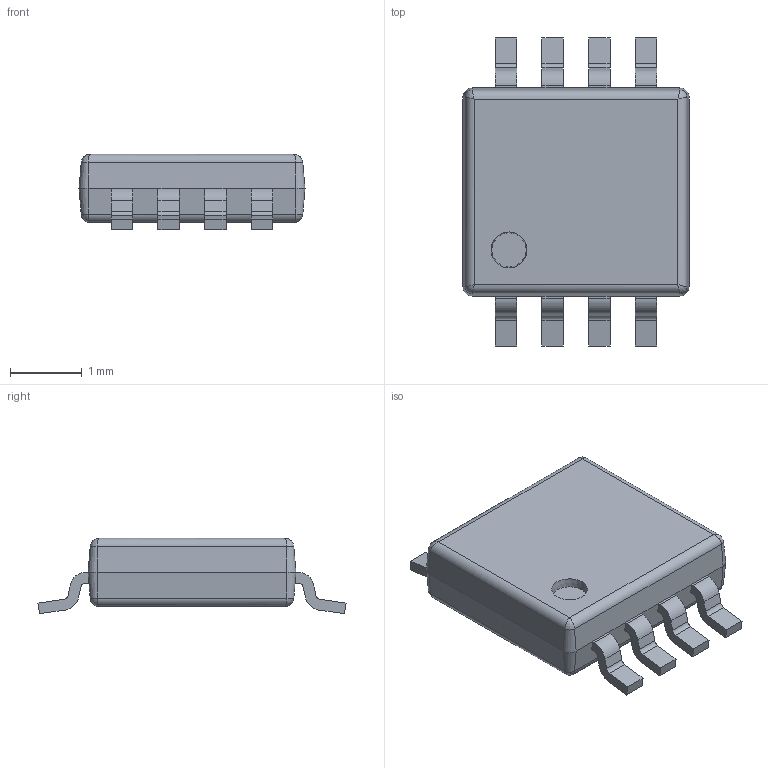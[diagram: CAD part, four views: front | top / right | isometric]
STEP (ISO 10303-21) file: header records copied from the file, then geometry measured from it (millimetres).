
FILE_DESCRIPTION (( 'STEP AP214' ), '1' );
FILE_NAME ('F696B00B-DCED-4D90-BF08-0DF1AC1C6012.STEP', '2024-04-10T03:02:35', ( '' ), ( '' ), 'SwSTEP 2.0', 'SolidWorks 2022', '' );
FILE_SCHEMA (( 'AUTOMOTIVE_DESIGN' ));
Length unit declared in the file: inch
Products named in the file (1): F696B00B-DCED-4D90-BF08-0DF1AC1C6012
Bounding box: 3.15 x 4.29 x 1.05 mm (x, y, z)
Volume: 8.7 mm3; surface area: 34.3 mm2
Topology: 1 solids, 1 shells, 141 faces, 374 edges, 228 vertices
Faces by surface type: plane 83, cylinder 40, cone 10, bspline 8
Entity records: 7772 total; most frequent: CARTESIAN_POINT 2960, ORIENTED_EDGE 732, DIRECTION 682, EDGE_CURVE 366, VECTOR 270, LINE 270, VERTEX_POINT 228, AXIS2_PLACEMENT_3D 206
